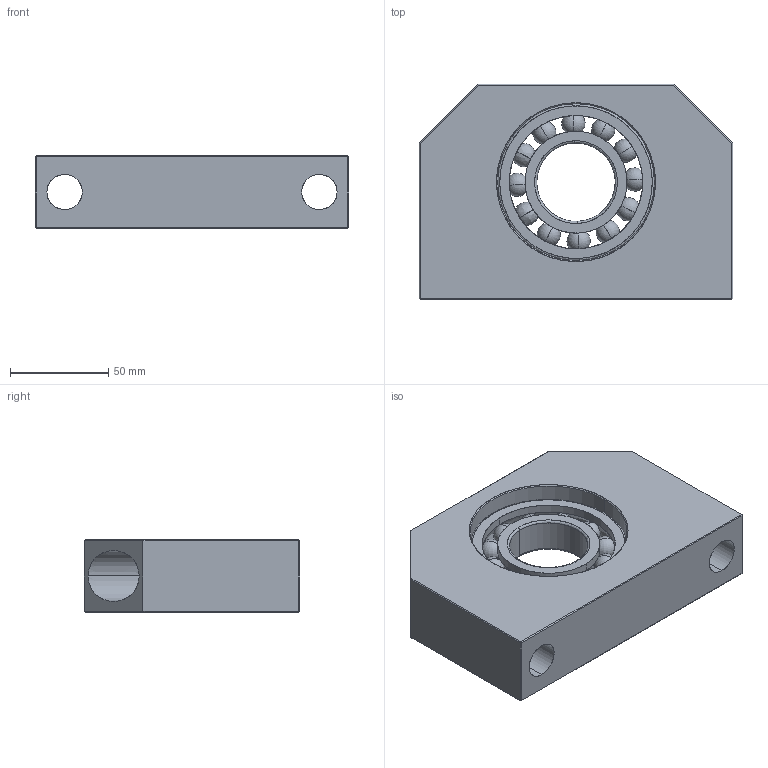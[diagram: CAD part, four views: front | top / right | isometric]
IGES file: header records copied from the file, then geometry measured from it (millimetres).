
Start section: SolidWorks IGES file using analytic representation for surfaces
Global section: file name: ﾄｫｴﾞｷﾎｱﾗ ﾀﾛｾBF 40.IGS,1; native system: 5HSolidWorks 2013; preprocessor: SolidWorks 2013; author: Administrator; date: 141022.111208; units: millimetre
Bounding box: 160 x 110 x 37 mm (x, y, z)
Surface area: 85919 mm2 (no closed solid volume)
Topology: 0 solids, 0 shells, 211 faces, 3558 edges, 3540 vertices
Faces by surface type: bspline 165, revolution 46
